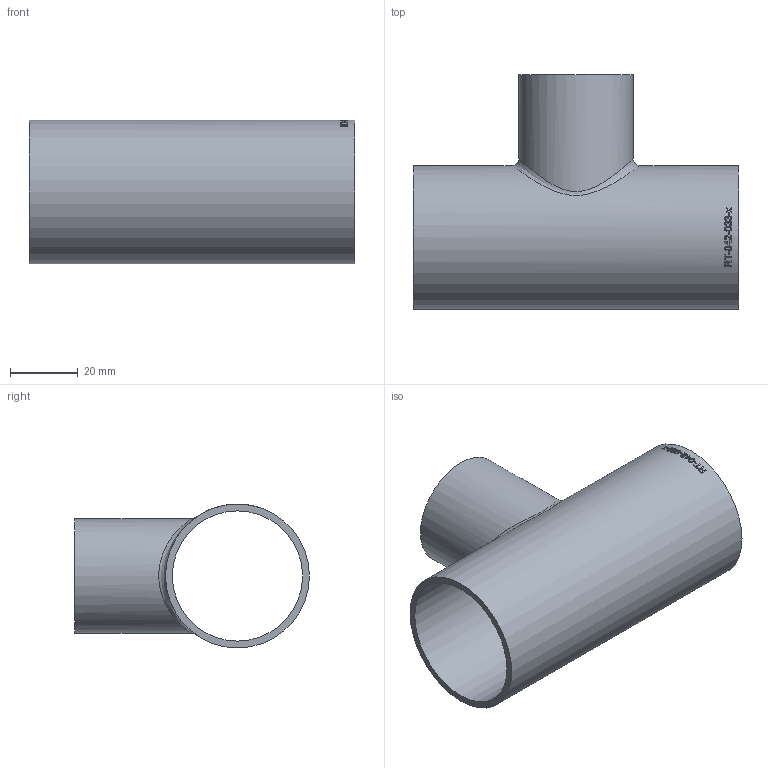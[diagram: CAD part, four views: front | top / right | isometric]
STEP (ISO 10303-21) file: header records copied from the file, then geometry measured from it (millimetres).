
FILE_DESCRIPTION (( 'STEP AP214' ), '1' );
FILE_NAME ('RT-042-033-x T-Stück Ø42,4x2,0-Ø33,7x2,0 BL96 1910.STEP', '2019-10-23T08:15:15', ( '' ), ( '' ), 'SwSTEP 2.0', 'SolidWorks 2016', '' );
FILE_SCHEMA (( 'AUTOMOTIVE_DESIGN' ));
Length unit declared in the file: millimetre
Products named in the file (1): RT-042-033-x T-Stück Ø42,4x2,0-Ø33,7x2,0 BL96 1910
Bounding box: 96 x 69.2 x 42.4 mm (x, y, z)
Volume: 28885.5 mm3; surface area: 29503.3 mm2
Topology: 1 solids, 1 shells, 162 faces, 430 edges, 286 vertices
Faces by surface type: bspline 89, plane 51, cylinder 22
Full cylindrical faces by diameter (mm): 29.7 x1, 33.7 x1, 38.4 x1, 42.4 x1
Entity records: 15615 total; most frequent: CARTESIAN_POINT 10770, ORIENTED_EDGE 830, EDGE_CURVE 415, DIRECTION 346, VERTEX_POINT 280, B_SPLINE_CURVE_WITH_KNOTS 275, EDGE_LOOP 187, FACE_OUTER_BOUND 166
